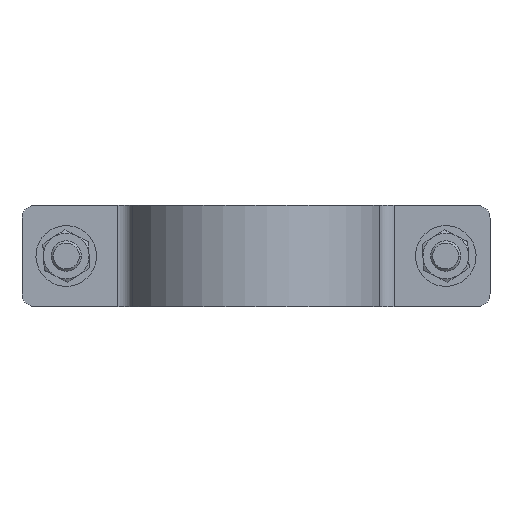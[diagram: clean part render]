
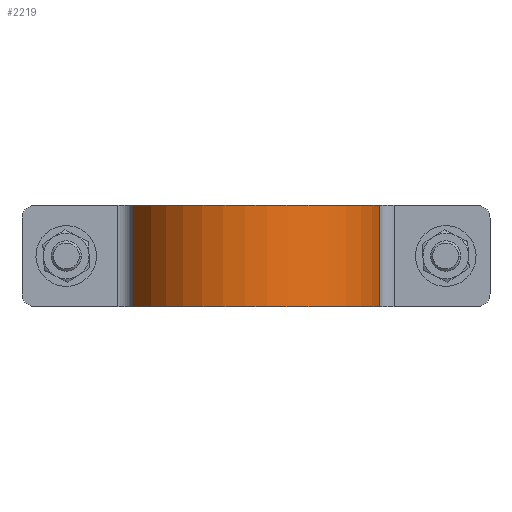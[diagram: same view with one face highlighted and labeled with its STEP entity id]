
A CAD part, front view. The second image highlights one B-rep face of the part: STEP entity #2219.
In plain terms, the highlighted cylindrical face has radius 50.5 mm (diameter 101 mm), a partial arc.
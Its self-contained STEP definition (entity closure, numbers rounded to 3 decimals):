
#126 = VECTOR ( 'NONE', #3373, 1000. ) ;
#255 = EDGE_LOOP ( 'NONE', ( #926, #2057, #1147, #3461 ) ) ;
#296 = CYLINDRICAL_SURFACE ( 'NONE', #3536, 50.5 ) ;
#305 = VERTEX_POINT ( 'NONE', #2295 ) ;
#312 = FACE_OUTER_BOUND ( 'NONE', #255, .T. ) ;
#552 = DIRECTION ( 'NONE',  ( 0., 0., -1. ) ) ;
#576 = EDGE_CURVE ( 'NONE', #1294, #3612, #3131, .T. ) ;
#643 = CIRCLE ( 'NONE', #1724, 50.5 ) ;
#926 = ORIENTED_EDGE ( 'NONE', *, *, #1622, .F. ) ;
#990 = CARTESIAN_POINT ( 'NONE',  ( -48.809, 12.96, 20. ) ) ;
#1112 = CIRCLE ( 'NONE', #3417, 50.5 ) ;
#1144 = CARTESIAN_POINT ( 'NONE',  ( 48.809, 12.96, 20. ) ) ;
#1147 = ORIENTED_EDGE ( 'NONE', *, *, #1560, .T. ) ;
#1158 = DIRECTION ( 'NONE',  ( 1., 0., 0. ) ) ;
#1198 = DIRECTION ( 'NONE',  ( 0., 0., -1. ) ) ;
#1207 = CARTESIAN_POINT ( 'NONE',  ( -48.809, 12.96, 20. ) ) ;
#1294 = VERTEX_POINT ( 'NONE', #990 ) ;
#1319 = VECTOR ( 'NONE', #3410, 1000. ) ;
#1336 = CARTESIAN_POINT ( 'NONE',  ( 48.809, 12.96, 20. ) ) ;
#1546 = CARTESIAN_POINT ( 'NONE',  ( 0., 0., 20. ) ) ;
#1560 = EDGE_CURVE ( 'NONE', #1294, #3879, #643, .T. ) ;
#1562 = DIRECTION ( 'NONE',  ( 0., 0., -1. ) ) ;
#1622 = EDGE_CURVE ( 'NONE', #3612, #305, #1112, .T. ) ;
#1724 = AXIS2_PLACEMENT_3D ( 'NONE', #3344, #1198, #1158 ) ;
#1890 = DIRECTION ( 'NONE',  ( -1., 0., 0. ) ) ;
#2057 = ORIENTED_EDGE ( 'NONE', *, *, #576, .F. ) ;
#2132 = DIRECTION ( 'NONE',  ( 1., 0., 0. ) ) ;
#2219 = ADVANCED_FACE ( 'NONE', ( #312 ), #296, .T. ) ;
#2295 = CARTESIAN_POINT ( 'NONE',  ( 48.809, 12.96, -20. ) ) ;
#2367 = CARTESIAN_POINT ( 'NONE',  ( -48.809, 12.96, -20. ) ) ;
#3074 = CARTESIAN_POINT ( 'NONE',  ( 0., 0., -20. ) ) ;
#3131 = LINE ( 'NONE', #1207, #1319 ) ;
#3171 = EDGE_CURVE ( 'NONE', #3879, #305, #3404, .T. ) ;
#3344 = CARTESIAN_POINT ( 'NONE',  ( 0., 0., 20. ) ) ;
#3373 = DIRECTION ( 'NONE',  ( 0., 0., -1. ) ) ;
#3404 = LINE ( 'NONE', #1144, #126 ) ;
#3410 = DIRECTION ( 'NONE',  ( 0., 0., -1. ) ) ;
#3417 = AXIS2_PLACEMENT_3D ( 'NONE', #3074, #552, #2132 ) ;
#3461 = ORIENTED_EDGE ( 'NONE', *, *, #3171, .T. ) ;
#3536 = AXIS2_PLACEMENT_3D ( 'NONE', #1546, #1562, #1890 ) ;
#3612 = VERTEX_POINT ( 'NONE', #2367 ) ;
#3879 = VERTEX_POINT ( 'NONE', #1336 ) ;
